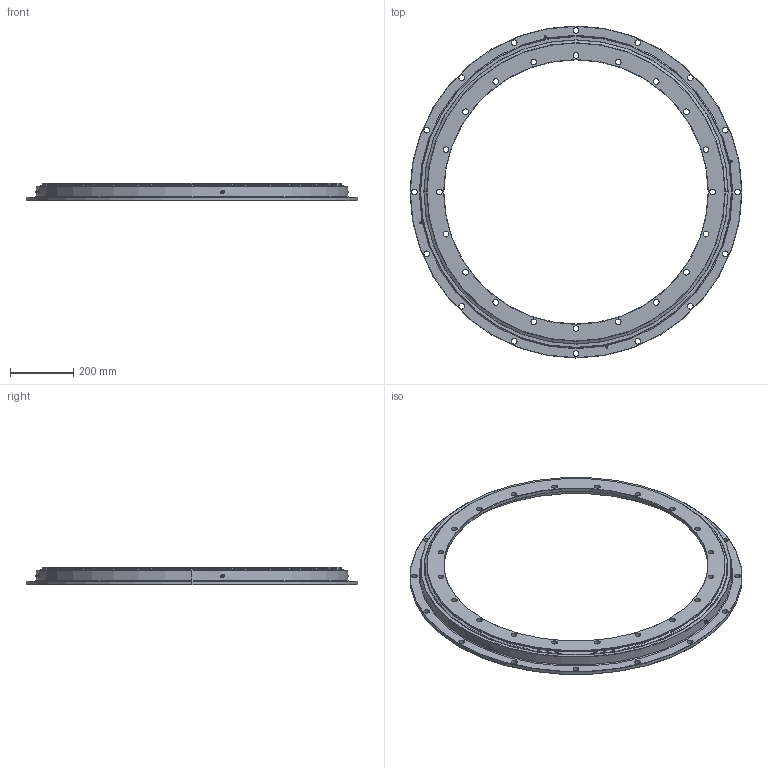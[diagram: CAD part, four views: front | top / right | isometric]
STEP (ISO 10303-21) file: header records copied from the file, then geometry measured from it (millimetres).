
FILE_DESCRIPTION (( 'STEP AP214' ), '1' );
FILE_NAME ('SD.1050.20.00.C.STEP', '2014-12-05T14:47:55', ( '' ), ( '' ), 'SwSTEP 2.0', 'SolidWorks 2014', '' );
FILE_SCHEMA (( 'AUTOMOTIVE_DESIGN' ));
Length unit declared in the file: millimetre
Products named in the file (7): Grease nipple M10x1mm; A.1048.B20C.A1N.0 - IR Seal; A.1048.B20C.A1N.0 - OR; Ball D20; SD.1050.20.00.C; A.1048.B20C.A1N.0 - OR Seal; A.1048.B20C.A1N.0 - IR
Assembly tree (135 placements, depth 2):
  SD.1050.20.00.C
    A.1048.B20C.A1N.0 - IR
    A.1048.B20C.A1N.0 - OR
    Ball D20  x127
    A.1048.B20C.A1N.0 - IR Seal
    A.1048.B20C.A1N.0 - OR Seal
    Grease nipple M10x1mm  x4
Bounding box: 1048 x 1048 x 56 mm (x, y, z)
Volume: 7130267.8 mm3; surface area: 1679265 mm2
Topology: 135 solids, 135 shells, 591 faces, 1692 edges, 1129 vertices
Faces by surface type: sphere 254, cylinder 132, cone 100, plane 56, torus 49
Entity records: 9206 total; most frequent: CARTESIAN_POINT 1986, DIRECTION 1596, ORIENTED_EDGE 1178, AXIS2_PLACEMENT_3D 720, EDGE_CURVE 589, VERTEX_POINT 370, CIRCLE 345, EDGE_LOOP 333
